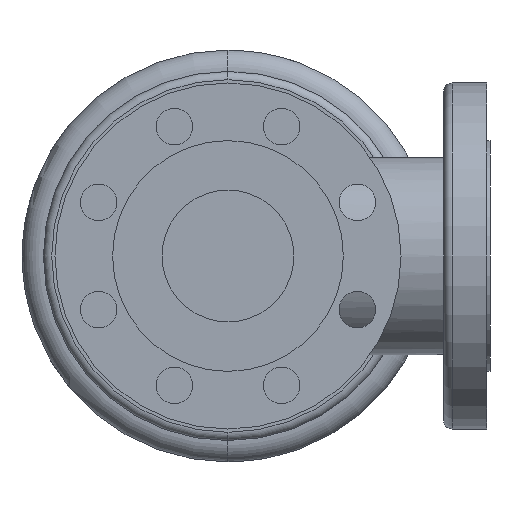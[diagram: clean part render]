
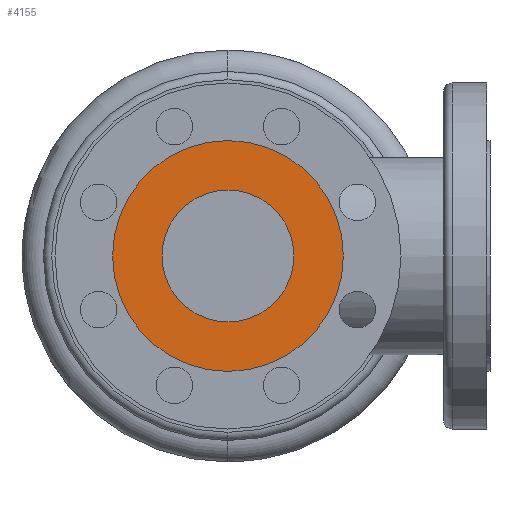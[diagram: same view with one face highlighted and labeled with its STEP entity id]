
A CAD part, front view. The second image highlights one B-rep face of the part: STEP entity #4155.
In plain terms, the highlighted planar face has unit normal (0, -1, 0).
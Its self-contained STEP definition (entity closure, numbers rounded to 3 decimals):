
#66 = PLANE ( 'NONE',  #2092 ) ;
#97 = EDGE_LOOP ( 'NONE', ( #2935, #729 ) ) ;
#302 = EDGE_CURVE ( 'NONE', #1119, #3010, #712, .T. ) ;
#439 = CARTESIAN_POINT ( 'NONE',  ( 0., -159., -40. ) ) ;
#442 = CARTESIAN_POINT ( 'NONE',  ( 0., -159., -70. ) ) ;
#542 = CIRCLE ( 'NONE', #1389, 70. ) ;
#671 = ORIENTED_EDGE ( 'NONE', *, *, #4281, .T. ) ;
#712 = CIRCLE ( 'NONE', #3578, 70. ) ;
#729 = ORIENTED_EDGE ( 'NONE', *, *, #302, .F. ) ;
#849 = CIRCLE ( 'NONE', #4970, 40. ) ;
#1048 = CARTESIAN_POINT ( 'NONE',  ( 0., -159., 70. ) ) ;
#1100 = DIRECTION ( 'NONE',  ( 0., 0., 1. ) ) ;
#1119 = VERTEX_POINT ( 'NONE', #442 ) ;
#1389 = AXIS2_PLACEMENT_3D ( 'NONE', #3362, #4895, #2952 ) ;
#1573 = FACE_OUTER_BOUND ( 'NONE', #97, .T. ) ;
#1729 = DIRECTION ( 'NONE',  ( 0., 0., -1. ) ) ;
#1957 = FACE_BOUND ( 'NONE', #2669, .T. ) ;
#2092 = AXIS2_PLACEMENT_3D ( 'NONE', #2482, #4476, #1729 ) ;
#2150 = EDGE_CURVE ( 'NONE', #3010, #1119, #542, .T. ) ;
#2194 = ORIENTED_EDGE ( 'NONE', *, *, #3462, .T. ) ;
#2327 = DIRECTION ( 'NONE',  ( 0., 0., 1. ) ) ;
#2482 = CARTESIAN_POINT ( 'NONE',  ( 0., -159., 70. ) ) ;
#2669 = EDGE_LOOP ( 'NONE', ( #671, #2194 ) ) ;
#2758 = CARTESIAN_POINT ( 'NONE',  ( 0., -159., 0. ) ) ;
#2935 = ORIENTED_EDGE ( 'NONE', *, *, #2150, .F. ) ;
#2952 = DIRECTION ( 'NONE',  ( 0., 0., 1. ) ) ;
#3010 = VERTEX_POINT ( 'NONE', #1048 ) ;
#3021 = CARTESIAN_POINT ( 'NONE',  ( 0., -159., 0. ) ) ;
#3046 = DIRECTION ( 'NONE',  ( 0., 1., 0. ) ) ;
#3290 = VERTEX_POINT ( 'NONE', #4572 ) ;
#3362 = CARTESIAN_POINT ( 'NONE',  ( 0., -159., 0. ) ) ;
#3462 = EDGE_CURVE ( 'NONE', #3530, #3290, #4635, .T. ) ;
#3491 = DIRECTION ( 'NONE',  ( 0., 1., 0. ) ) ;
#3530 = VERTEX_POINT ( 'NONE', #439 ) ;
#3578 = AXIS2_PLACEMENT_3D ( 'NONE', #3021, #3046, #1100 ) ;
#4155 = ADVANCED_FACE ( 'NONE', ( #1957, #1573 ), #66, .T. ) ;
#4281 = EDGE_CURVE ( 'NONE', #3290, #3530, #849, .T. ) ;
#4282 = DIRECTION ( 'NONE',  ( 0., 1., 0. ) ) ;
#4476 = DIRECTION ( 'NONE',  ( 0., -1., 0. ) ) ;
#4572 = CARTESIAN_POINT ( 'NONE',  ( 0., -159., 40. ) ) ;
#4635 = CIRCLE ( 'NONE', #5032, 40. ) ;
#4692 = DIRECTION ( 'NONE',  ( 0., 0., 1. ) ) ;
#4895 = DIRECTION ( 'NONE',  ( 0., 1., 0. ) ) ;
#4970 = AXIS2_PLACEMENT_3D ( 'NONE', #2758, #3491, #4692 ) ;
#5032 = AXIS2_PLACEMENT_3D ( 'NONE', #5043, #4282, #2327 ) ;
#5043 = CARTESIAN_POINT ( 'NONE',  ( 0., -159., 0. ) ) ;
